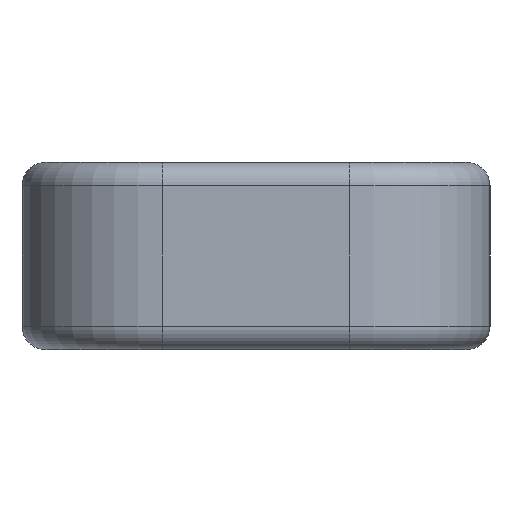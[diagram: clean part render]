
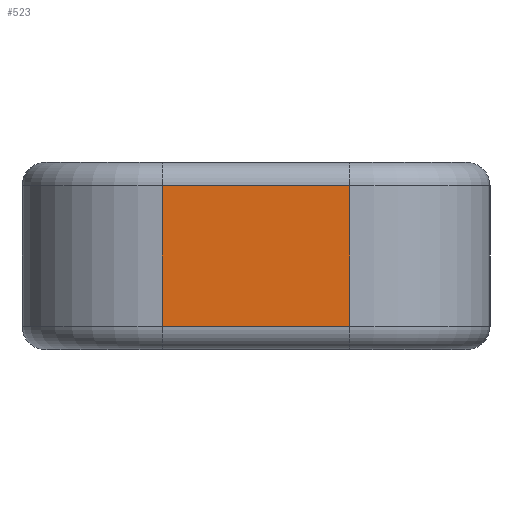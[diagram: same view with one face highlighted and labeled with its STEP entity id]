
A CAD part, left-side view. The second image highlights one B-rep face of the part: STEP entity #523.
In plain terms, the highlighted planar face has unit normal (-1, 0, 0).
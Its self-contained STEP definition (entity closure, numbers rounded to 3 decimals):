
#27=PLANE('',#599);
#37=LINE('',#873,#67);
#45=LINE('',#913,#75);
#46=LINE('',#917,#76);
#47=LINE('',#918,#77);
#67=VECTOR('',#685,10.);
#75=VECTOR('',#737,10.);
#76=VECTOR('',#742,10.);
#77=VECTOR('',#743,10.);
#124=FACE_OUTER_BOUND('',#163,.T.);
#163=EDGE_LOOP('',(#419,#420,#421,#422));
#244=VERTEX_POINT('',#870);
#245=VERTEX_POINT('',#872);
#255=VERTEX_POINT('',#912);
#256=VERTEX_POINT('',#916);
#292=EDGE_CURVE('',#244,#245,#37,.T.);
#312=EDGE_CURVE('',#255,#245,#45,.T.);
#314=EDGE_CURVE('',#256,#244,#46,.T.);
#315=EDGE_CURVE('',#255,#256,#47,.T.);
#419=ORIENTED_EDGE('',*,*,#292,.F.);
#420=ORIENTED_EDGE('',*,*,#314,.F.);
#421=ORIENTED_EDGE('',*,*,#315,.F.);
#422=ORIENTED_EDGE('',*,*,#312,.T.);
#523=ADVANCED_FACE('',(#124),#27,.T.);
#599=AXIS2_PLACEMENT_3D('',#915,#740,#741);
#685=DIRECTION('',(0.,1.,0.));
#737=DIRECTION('',(0.,0.,-1.));
#740=DIRECTION('center_axis',(-1.,0.,0.));
#741=DIRECTION('ref_axis',(0.,1.,0.));
#742=DIRECTION('',(0.,0.,-1.));
#743=DIRECTION('',(0.,-1.,0.));
#870=CARTESIAN_POINT('',(14.187,-148.711,-64.52));
#872=CARTESIAN_POINT('',(14.187,-140.711,-64.52));
#873=CARTESIAN_POINT('',(14.187,-146.711,-64.52));
#912=CARTESIAN_POINT('',(14.187,-140.711,-58.52));
#913=CARTESIAN_POINT('',(14.187,-140.711,-57.52));
#915=CARTESIAN_POINT('Origin',(14.187,-148.711,-57.52));
#916=CARTESIAN_POINT('',(14.187,-148.711,-58.52));
#917=CARTESIAN_POINT('',(14.187,-148.711,-57.52));
#918=CARTESIAN_POINT('',(14.187,-146.711,-58.52));
